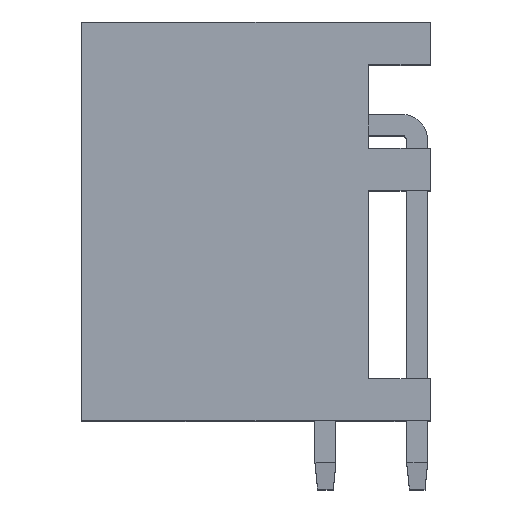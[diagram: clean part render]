
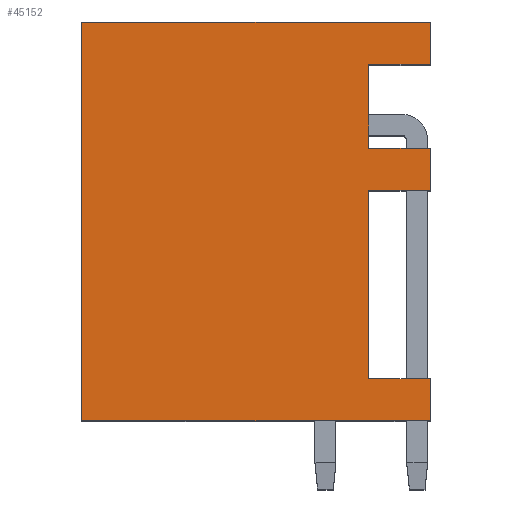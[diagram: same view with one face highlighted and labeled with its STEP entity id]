
A CAD part, top view. The second image highlights one B-rep face of the part: STEP entity #45152.
In plain terms, the highlighted planar face has unit normal (0, 0, 1).
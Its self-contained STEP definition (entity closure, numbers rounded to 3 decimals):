
#2148=DIRECTION('',(0.,-1.,0.));
#2149=VECTOR('',#2148,15.2);
#2150=CARTESIAN_POINT('',(-6.65,7.6,12.55));
#2151=LINE('',#2150,#2149);
#2155=DIRECTION('',(-1.,0.,0.));
#2156=VECTOR('',#2155,13.3);
#2157=CARTESIAN_POINT('',(6.65,7.6,12.55));
#2158=LINE('',#2157,#2156);
#2162=DIRECTION('',(0.,1.,0.));
#2163=VECTOR('',#2162,1.6);
#2164=CARTESIAN_POINT('',(6.65,6.,12.55));
#2165=LINE('',#2164,#2163);
#2169=DIRECTION('',(1.,0.,0.));
#2170=VECTOR('',#2169,2.35);
#2171=CARTESIAN_POINT('',(4.3,6.,12.55));
#2172=LINE('',#2171,#2170);
#2176=DIRECTION('',(0.,1.,0.));
#2177=VECTOR('',#2176,3.2);
#2178=CARTESIAN_POINT('',(4.3,2.8,12.55));
#2179=LINE('',#2178,#2177);
#2183=DIRECTION('',(-1.,0.,0.));
#2184=VECTOR('',#2183,2.35);
#2185=CARTESIAN_POINT('',(6.65,2.8,12.55));
#2186=LINE('',#2185,#2184);
#2190=DIRECTION('',(0.,1.,0.));
#2191=VECTOR('',#2190,1.6);
#2192=CARTESIAN_POINT('',(6.65,1.2,12.55));
#2193=LINE('',#2192,#2191);
#2197=DIRECTION('',(1.,0.,0.));
#2198=VECTOR('',#2197,2.35);
#2199=CARTESIAN_POINT('',(4.3,1.2,12.55));
#2200=LINE('',#2199,#2198);
#2204=DIRECTION('',(0.,1.,0.));
#2205=VECTOR('',#2204,7.2);
#2206=CARTESIAN_POINT('',(4.3,-6.,12.55));
#2207=LINE('',#2206,#2205);
#2211=DIRECTION('',(-1.,0.,0.));
#2212=VECTOR('',#2211,2.35);
#2213=CARTESIAN_POINT('',(6.65,-6.,12.55));
#2214=LINE('',#2213,#2212);
#2218=DIRECTION('',(0.,1.,0.));
#2219=VECTOR('',#2218,1.6);
#2220=CARTESIAN_POINT('',(6.65,-7.6,12.55));
#2221=LINE('',#2220,#2219);
#2225=DIRECTION('',(1.,0.,0.));
#2226=VECTOR('',#2225,13.3);
#2227=CARTESIAN_POINT('',(-6.65,-7.6,12.55));
#2228=LINE('',#2227,#2226);
#37205=CARTESIAN_POINT('',(-6.65,7.6,12.55));
#37206=CARTESIAN_POINT('',(-6.65,-7.6,12.55));
#37207=VERTEX_POINT('',#37205);
#37208=VERTEX_POINT('',#37206);
#37209=CARTESIAN_POINT('',(6.65,-7.6,12.55));
#37210=VERTEX_POINT('',#37209);
#37211=CARTESIAN_POINT('',(6.65,-6.,12.55));
#37212=VERTEX_POINT('',#37211);
#37213=CARTESIAN_POINT('',(4.3,-6.,12.55));
#37214=VERTEX_POINT('',#37213);
#37215=CARTESIAN_POINT('',(4.3,1.2,12.55));
#37216=VERTEX_POINT('',#37215);
#37217=CARTESIAN_POINT('',(6.65,1.2,12.55));
#37218=VERTEX_POINT('',#37217);
#37219=CARTESIAN_POINT('',(6.65,2.8,12.55));
#37220=VERTEX_POINT('',#37219);
#37221=CARTESIAN_POINT('',(4.3,2.8,12.55));
#37222=VERTEX_POINT('',#37221);
#37223=CARTESIAN_POINT('',(4.3,6.,12.55));
#37224=VERTEX_POINT('',#37223);
#37225=CARTESIAN_POINT('',(6.65,6.,12.55));
#37226=VERTEX_POINT('',#37225);
#37227=CARTESIAN_POINT('',(6.65,7.6,12.55));
#37228=VERTEX_POINT('',#37227);
#45123=CARTESIAN_POINT('',(0.,0.,12.55));
#45124=DIRECTION('',(0.,0.,1.));
#45125=DIRECTION('',(1.,0.,0.));
#45126=AXIS2_PLACEMENT_3D('',#45123,#45124,#45125);
#45127=PLANE('',#45126);
#45128=ORIENTED_EDGE('',*,*,#44261,.F.);
#45130=ORIENTED_EDGE('',*,*,#45129,.F.);
#45132=ORIENTED_EDGE('',*,*,#45131,.F.);
#45134=ORIENTED_EDGE('',*,*,#45133,.F.);
#45136=ORIENTED_EDGE('',*,*,#45135,.F.);
#45138=ORIENTED_EDGE('',*,*,#45137,.F.);
#45140=ORIENTED_EDGE('',*,*,#45139,.F.);
#45142=ORIENTED_EDGE('',*,*,#45141,.F.);
#45144=ORIENTED_EDGE('',*,*,#45143,.F.);
#45146=ORIENTED_EDGE('',*,*,#45145,.F.);
#45148=ORIENTED_EDGE('',*,*,#45147,.F.);
#45149=ORIENTED_EDGE('',*,*,#44959,.F.);
#45150=EDGE_LOOP('',(#45128,#45130,#45132,#45134,#45136,#45138,#45140,#45142,
#45144,#45146,#45148,#45149));
#45151=FACE_OUTER_BOUND('',#45150,.F.);
#44261=EDGE_CURVE('',#37207,#37208,#2151,.T.);
#44959=EDGE_CURVE('',#37208,#37210,#2228,.T.);
#45129=EDGE_CURVE('',#37228,#37207,#2158,.T.);
#45131=EDGE_CURVE('',#37226,#37228,#2165,.T.);
#45133=EDGE_CURVE('',#37224,#37226,#2172,.T.);
#45135=EDGE_CURVE('',#37222,#37224,#2179,.T.);
#45137=EDGE_CURVE('',#37220,#37222,#2186,.T.);
#45139=EDGE_CURVE('',#37218,#37220,#2193,.T.);
#45141=EDGE_CURVE('',#37216,#37218,#2200,.T.);
#45143=EDGE_CURVE('',#37214,#37216,#2207,.T.);
#45145=EDGE_CURVE('',#37212,#37214,#2214,.T.);
#45147=EDGE_CURVE('',#37210,#37212,#2221,.T.);
#45152=ADVANCED_FACE('',(#45151),#45127,.T.);
